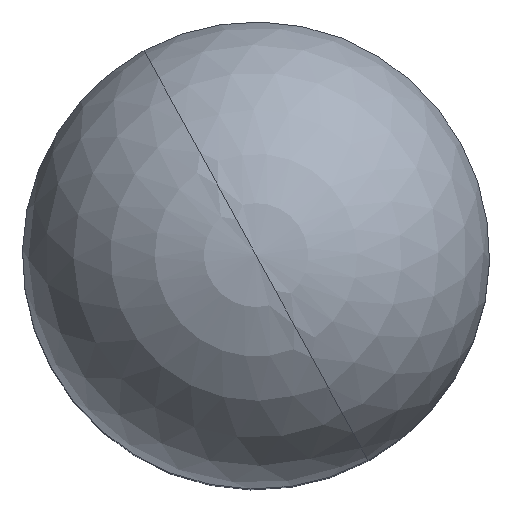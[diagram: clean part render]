
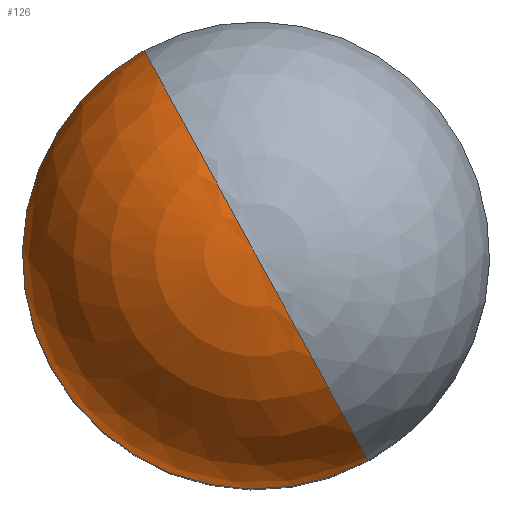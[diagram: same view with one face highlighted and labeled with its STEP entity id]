
A CAD part, top view. The second image highlights one B-rep face of the part: STEP entity #126.
In plain terms, the highlighted spherical face has radius 6.5 mm.
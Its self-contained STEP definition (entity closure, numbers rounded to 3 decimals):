
#84=CARTESIAN_POINT('Axis2P3D Location',(0.,0.,11.5)) ;
#89=CARTESIAN_POINT('Axis2P3D Location',(0.,0.,11.5)) ;
#93=CARTESIAN_POINT('Vertex',(-3.116,5.704,11.5)) ;
#95=CARTESIAN_POINT('Vertex',(0.,0.,18.)) ;
#98=CARTESIAN_POINT('Axis2P3D Location',(0.,0.,11.5)) ;
#102=CARTESIAN_POINT('Vertex',(3.116,-5.704,11.5)) ;
#116=CARTESIAN_POINT('Axis2P3D Location',(0.,0.,11.5)) ;
#85=DIRECTION('Axis2P3D Direction',(0.,0.,1.)) ;
#86=DIRECTION('Axis2P3D XDirection',(-0.479,0.878,0.)) ;
#90=DIRECTION('Axis2P3D Direction',(0.878,0.479,-0.)) ;
#99=DIRECTION('Axis2P3D Direction',(-0.878,-0.479,0.)) ;
#117=DIRECTION('Axis2P3D Direction',(0.,0.,1.)) ;
#87=AXIS2_PLACEMENT_3D('Sphere Axis2P3D',#84,#85,#86) ;
#91=AXIS2_PLACEMENT_3D('Circle Axis2P3D',#89,#90,$) ;
#100=AXIS2_PLACEMENT_3D('Circle Axis2P3D',#98,#99,$) ;
#118=AXIS2_PLACEMENT_3D('Circle Axis2P3D',#116,#117,$) ;
#122=ORIENTED_EDGE('',*,*,#104,.T.) ;
#123=ORIENTED_EDGE('',*,*,#97,.F.) ;
#124=ORIENTED_EDGE('',*,*,#120,.T.) ;
#126=ADVANCED_FACE('Corps principal',(#125),#88,.T.) ;
#92=CIRCLE('generated circle',#91,6.5) ;
#101=CIRCLE('generated circle',#100,6.5) ;
#119=CIRCLE('generated circle',#118,6.5) ;
#97=EDGE_CURVE('',#94,#96,#92,.T.) ;
#104=EDGE_CURVE('',#103,#96,#101,.T.) ;
#120=EDGE_CURVE('',#94,#103,#119,.T.) ;
#121=EDGE_LOOP('',(#122,#123,#124)) ;
#125=FACE_OUTER_BOUND('',#121,.T.) ;
#88=SPHERICAL_SURFACE('',#87,6.5) ;
#94=VERTEX_POINT('',#93) ;
#96=VERTEX_POINT('',#95) ;
#103=VERTEX_POINT('',#102) ;
